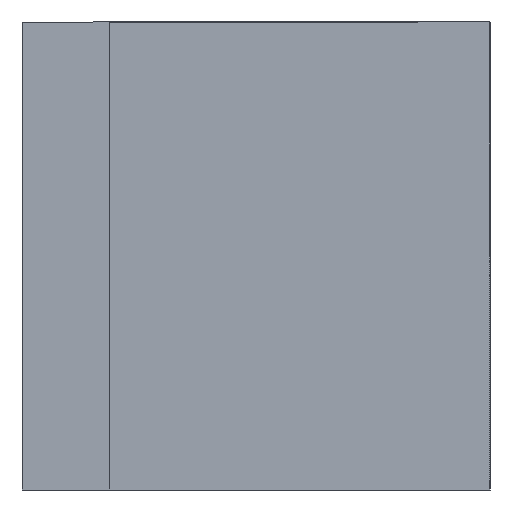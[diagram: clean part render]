
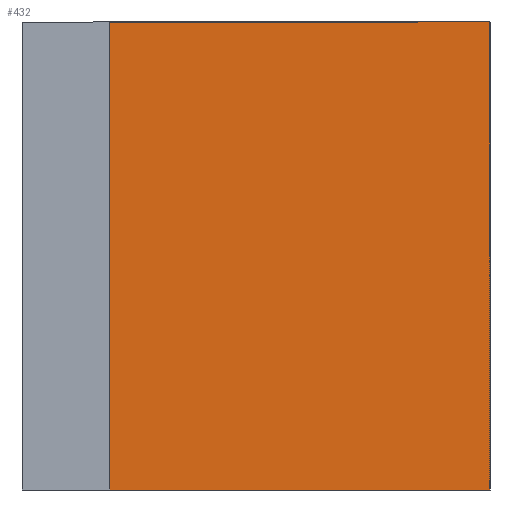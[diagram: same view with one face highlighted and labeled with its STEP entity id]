
A CAD part, left-side view. The second image highlights one B-rep face of the part: STEP entity #432.
In plain terms, the highlighted planar face has unit normal (-1, 0, 0).
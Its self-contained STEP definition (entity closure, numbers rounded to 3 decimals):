
#1 = EDGE_CURVE ( 'NONE', #384, #516, #158, .T. ) ;
#24 = CARTESIAN_POINT ( 'NONE',  ( -37.5, 13., 8. ) ) ;
#26 = DIRECTION ( 'NONE',  ( 0., -1., 0. ) ) ;
#31 = CARTESIAN_POINT ( 'NONE',  ( -37.5, 0., -8. ) ) ;
#95 = DIRECTION ( 'NONE',  ( 0., 0., 1. ) ) ;
#98 = AXIS2_PLACEMENT_3D ( 'NONE', #469, #223, #507 ) ;
#101 = EDGE_CURVE ( 'NONE', #323, #516, #117, .T. ) ;
#104 = CARTESIAN_POINT ( 'NONE',  ( -37.5, 13., -8. ) ) ;
#110 = VERTEX_POINT ( 'NONE', #431 ) ;
#116 = FACE_OUTER_BOUND ( 'NONE', #467, .T. ) ;
#117 = LINE ( 'NONE', #244, #305 ) ;
#122 = EDGE_CURVE ( 'NONE', #110, #384, #207, .T. ) ;
#154 = ORIENTED_EDGE ( 'NONE', *, *, #122, .T. ) ;
#158 = LINE ( 'NONE', #362, #295 ) ;
#185 = CARTESIAN_POINT ( 'NONE',  ( -37.5, 0., 8. ) ) ;
#207 = LINE ( 'NONE', #220, #509 ) ;
#220 = CARTESIAN_POINT ( 'NONE',  ( -37.5, 16., -8. ) ) ;
#223 = DIRECTION ( 'NONE',  ( 1., 0., 0. ) ) ;
#244 = CARTESIAN_POINT ( 'NONE',  ( -37.5, 16., 8. ) ) ;
#246 = ORIENTED_EDGE ( 'NONE', *, *, #1, .T. ) ;
#263 = LINE ( 'NONE', #104, #415 ) ;
#295 = VECTOR ( 'NONE', #95, 1000. ) ;
#305 = VECTOR ( 'NONE', #333, 1000. ) ;
#306 = ORIENTED_EDGE ( 'NONE', *, *, #101, .F. ) ;
#323 = VERTEX_POINT ( 'NONE', #24 ) ;
#333 = DIRECTION ( 'NONE',  ( 0., -1., 0. ) ) ;
#362 = CARTESIAN_POINT ( 'NONE',  ( -37.5, 0., -8. ) ) ;
#384 = VERTEX_POINT ( 'NONE', #31 ) ;
#387 = PLANE ( 'NONE',  #98 ) ;
#415 = VECTOR ( 'NONE', #513, 1000. ) ;
#418 = ORIENTED_EDGE ( 'NONE', *, *, #481, .F. ) ;
#431 = CARTESIAN_POINT ( 'NONE',  ( -37.5, 13., -8. ) ) ;
#432 = ADVANCED_FACE ( 'NONE', ( #116 ), #387, .F. ) ;
#467 = EDGE_LOOP ( 'NONE', ( #418, #154, #246, #306 ) ) ;
#469 = CARTESIAN_POINT ( 'NONE',  ( -37.5, 16., -8. ) ) ;
#481 = EDGE_CURVE ( 'NONE', #110, #323, #263, .T. ) ;
#507 = DIRECTION ( 'NONE',  ( 0., 0., -1. ) ) ;
#509 = VECTOR ( 'NONE', #26, 1000. ) ;
#513 = DIRECTION ( 'NONE',  ( 0., 0., 1. ) ) ;
#516 = VERTEX_POINT ( 'NONE', #185 ) ;
